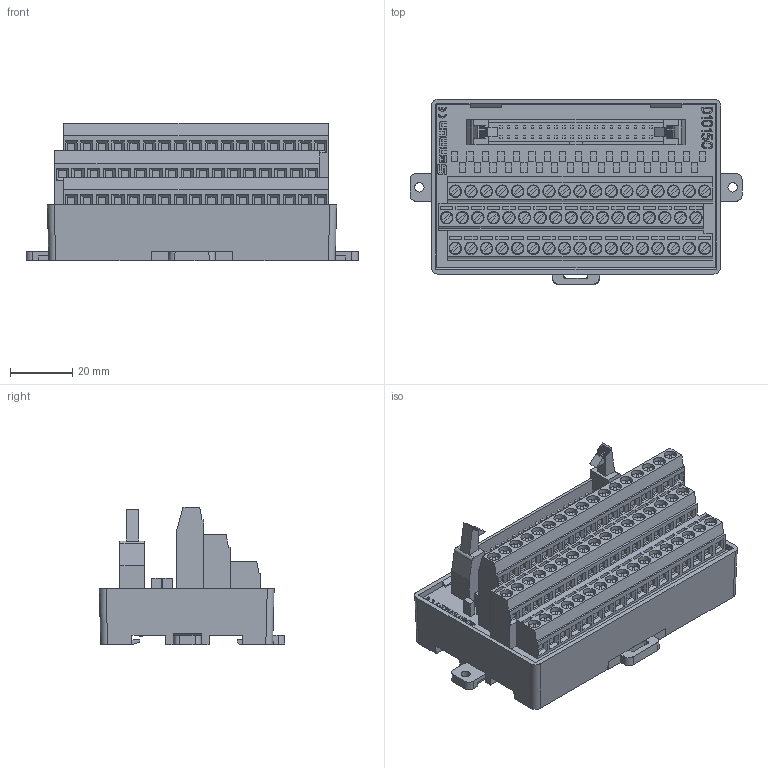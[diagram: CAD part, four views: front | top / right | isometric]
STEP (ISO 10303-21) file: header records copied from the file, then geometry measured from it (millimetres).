
FILE_DESCRIPTION(/* description */ (''),/* implementation_level */ '2;1');
FILE_NAME(/* name */ '1.stp',/* time_stamp */ '2024-08-09T18:25:50+08:00',/* author */ (''),/* organization */ (''),/* preprocessor_version */ 'ST-DEVELOPER v14',/* originating_system */ 'SIEMENS PLM Software NX 8.0',/* authorisation */ '');
FILE_SCHEMA (('AUTOMOTIVE_DESIGN { 1 0 10303 214 3 1 1 1 }'));
Length unit declared in the file: millimetre
Products named in the file (1): Admi3A7495C6xlhx
Bounding box: 106.5 x 59.51 x 44.05 mm (x, y, z)
Volume: 121222.4 mm3; surface area: 37519.1 mm2
Topology: 3 solids, 20 shells, 2033 faces, 5010 edges, 3273 vertices
Faces by surface type: plane 1866, cylinder 151, extrusion 14, bspline 2
Full cylindrical faces by diameter (mm): 3 x2, 3.6 x51, 4 x51
Entity records: 60628 total; most frequent: CARTESIAN_POINT 11418, ORIENTED_EDGE 9604, DIRECTION 9116, EDGE_CURVE 4802, VECTOR 4176, LINE 4162, VERTEX_POINT 3171, AXIS2_PLACEMENT_3D 2470
